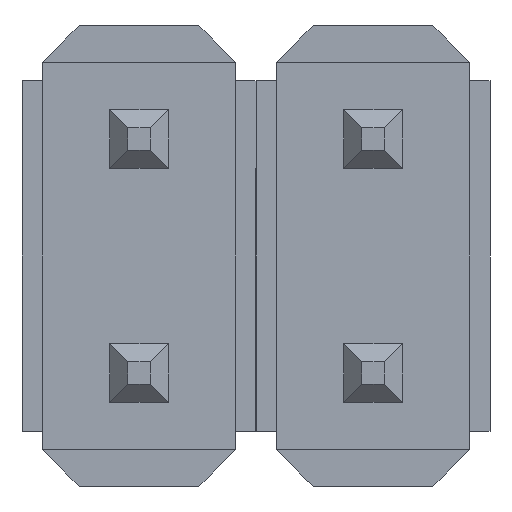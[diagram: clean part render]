
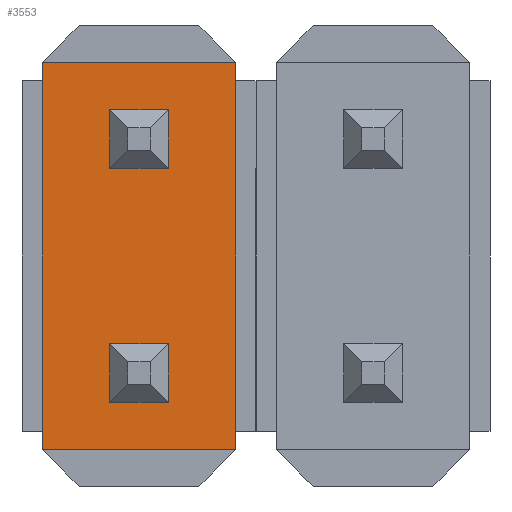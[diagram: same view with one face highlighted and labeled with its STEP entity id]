
A CAD part, front view. The second image highlights one B-rep face of the part: STEP entity #3553.
In plain terms, the highlighted planar face has unit normal (0, -1, 0).
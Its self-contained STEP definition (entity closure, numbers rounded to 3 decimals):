
#134 = DIRECTION ( 'NONE',  ( 1., 0., 0. ) ) ;
#179 = ORIENTED_EDGE ( 'NONE', *, *, #2920, .T. ) ;
#201 = VERTEX_POINT ( 'NONE', #3057 ) ;
#211 = DIRECTION ( 'NONE',  ( 0., 0., -1. ) ) ;
#220 = VECTOR ( 'NONE', #4370, 1000. ) ;
#452 = DIRECTION ( 'NONE',  ( -1., 0., 0. ) ) ;
#672 = CARTESIAN_POINT ( 'NONE',  ( 1.27, 0.54, 0.95 ) ) ;
#800 = EDGE_CURVE ( 'NONE', #4659, #3522, #2132, .T. ) ;
#802 = CARTESIAN_POINT ( 'NONE',  ( 0.32, 0.54, 1.59 ) ) ;
#846 = LINE ( 'NONE', #2677, #2740 ) ;
#859 = EDGE_CURVE ( 'NONE', #2769, #4372, #846, .T. ) ;
#908 = EDGE_CURVE ( 'NONE', #3522, #3199, #2615, .T. ) ;
#935 = VERTEX_POINT ( 'NONE', #1884 ) ;
#943 = DIRECTION ( 'NONE',  ( 0., 0., -1. ) ) ;
#946 = CARTESIAN_POINT ( 'NONE',  ( 1.27, 0.54, -2.1 ) ) ;
#984 = DIRECTION ( 'NONE',  ( -1., 0., 0. ) ) ;
#1066 = EDGE_CURVE ( 'NONE', #935, #2594, #4518, .T. ) ;
#1385 = ORIENTED_EDGE ( 'NONE', *, *, #3650, .T. ) ;
#1480 = VECTOR ( 'NONE', #3019, 1000. ) ;
#1640 = EDGE_LOOP ( 'NONE', ( #3314, #3687, #3740, #2711 ) ) ;
#1701 = DIRECTION ( 'NONE',  ( 0., 0., 1. ) ) ;
#1845 = EDGE_CURVE ( 'NONE', #3948, #935, #3879, .T. ) ;
#1860 = CARTESIAN_POINT ( 'NONE',  ( 1.05, 0.54, 2.1 ) ) ;
#1884 = CARTESIAN_POINT ( 'NONE',  ( -0.32, 0.54, -0.95 ) ) ;
#1908 = ORIENTED_EDGE ( 'NONE', *, *, #859, .F. ) ;
#2012 = LINE ( 'NONE', #4879, #4745 ) ;
#2041 = EDGE_LOOP ( 'NONE', ( #2584, #3911, #179, #3264 ) ) ;
#2043 = CARTESIAN_POINT ( 'NONE',  ( 1.27, 0.54, 2.1 ) ) ;
#2058 = EDGE_CURVE ( 'NONE', #2134, #4659, #2544, .T. ) ;
#2132 = LINE ( 'NONE', #4209, #1480 ) ;
#2134 = VERTEX_POINT ( 'NONE', #4114 ) ;
#2232 = VECTOR ( 'NONE', #134, 1000. ) ;
#2277 = DIRECTION ( 'NONE',  ( 0., 0., -1. ) ) ;
#2448 = CARTESIAN_POINT ( 'NONE',  ( -0.32, 0.54, 0.95 ) ) ;
#2452 = VECTOR ( 'NONE', #4458, 1000. ) ;
#2517 = CARTESIAN_POINT ( 'NONE',  ( 0.32, 0.54, 2.1 ) ) ;
#2544 = LINE ( 'NONE', #4453, #2232 ) ;
#2547 = VECTOR ( 'NONE', #984, 1000. ) ;
#2584 = ORIENTED_EDGE ( 'NONE', *, *, #1066, .T. ) ;
#2594 = VERTEX_POINT ( 'NONE', #4415 ) ;
#2596 = CARTESIAN_POINT ( 'NONE',  ( 1.05, 0.54, -2.1 ) ) ;
#2597 = PLANE ( 'NONE',  #4829 ) ;
#2608 = LINE ( 'NONE', #3478, #3538 ) ;
#2615 = LINE ( 'NONE', #672, #4761 ) ;
#2618 = EDGE_CURVE ( 'NONE', #2769, #5079, #4465, .T. ) ;
#2645 = CARTESIAN_POINT ( 'NONE',  ( 1.27, 0.54, 2.1 ) ) ;
#2677 = CARTESIAN_POINT ( 'NONE',  ( 1.05, 0.54, -2.1 ) ) ;
#2701 = EDGE_CURVE ( 'NONE', #2594, #4107, #3490, .T. ) ;
#2711 = ORIENTED_EDGE ( 'NONE', *, *, #800, .T. ) ;
#2730 = VECTOR ( 'NONE', #1701, 1000. ) ;
#2740 = VECTOR ( 'NONE', #2277, 1000. ) ;
#2769 = VERTEX_POINT ( 'NONE', #1860 ) ;
#2908 = FACE_BOUND ( 'NONE', #2041, .T. ) ;
#2920 = EDGE_CURVE ( 'NONE', #4107, #3948, #2608, .T. ) ;
#2966 = VECTOR ( 'NONE', #943, 1000. ) ;
#3006 = DIRECTION ( 'NONE',  ( 0., 1., 0. ) ) ;
#3019 = DIRECTION ( 'NONE',  ( 0., 0., -1. ) ) ;
#3057 = CARTESIAN_POINT ( 'NONE',  ( -1.05, 0.54, -2.1 ) ) ;
#3199 = VERTEX_POINT ( 'NONE', #2448 ) ;
#3264 = ORIENTED_EDGE ( 'NONE', *, *, #1845, .T. ) ;
#3266 = EDGE_CURVE ( 'NONE', #3199, #2134, #4699, .T. ) ;
#3314 = ORIENTED_EDGE ( 'NONE', *, *, #908, .T. ) ;
#3430 = DIRECTION ( 'NONE',  ( -1., 0., 0. ) ) ;
#3435 = DIRECTION ( 'NONE',  ( 0., 0., 1. ) ) ;
#3478 = CARTESIAN_POINT ( 'NONE',  ( 1.27, 0.54, -1.59 ) ) ;
#3490 = LINE ( 'NONE', #2517, #2966 ) ;
#3502 = CARTESIAN_POINT ( 'NONE',  ( -0.32, 0.54, -1.59 ) ) ;
#3522 = VERTEX_POINT ( 'NONE', #4571 ) ;
#3536 = LINE ( 'NONE', #946, #2547 ) ;
#3538 = VECTOR ( 'NONE', #4184, 1000. ) ;
#3553 = ADVANCED_FACE ( 'NONE', ( #4001, #2908, #4869 ), #2597, .F. ) ;
#3625 = CARTESIAN_POINT ( 'NONE',  ( -0.32, 0.54, 2.1 ) ) ;
#3650 = EDGE_CURVE ( 'NONE', #5079, #201, #2012, .T. ) ;
#3687 = ORIENTED_EDGE ( 'NONE', *, *, #3266, .T. ) ;
#3712 = EDGE_CURVE ( 'NONE', #4372, #201, #3536, .T. ) ;
#3740 = ORIENTED_EDGE ( 'NONE', *, *, #2058, .T. ) ;
#3879 = LINE ( 'NONE', #3625, #2730 ) ;
#3911 = ORIENTED_EDGE ( 'NONE', *, *, #2701, .T. ) ;
#3948 = VERTEX_POINT ( 'NONE', #3502 ) ;
#3992 = CARTESIAN_POINT ( 'NONE',  ( -0.32, 0.54, 2.1 ) ) ;
#4001 = FACE_BOUND ( 'NONE', #1640, .T. ) ;
#4107 = VERTEX_POINT ( 'NONE', #4389 ) ;
#4114 = CARTESIAN_POINT ( 'NONE',  ( -0.32, 0.54, 1.59 ) ) ;
#4184 = DIRECTION ( 'NONE',  ( -1., 0., 0. ) ) ;
#4209 = CARTESIAN_POINT ( 'NONE',  ( 0.32, 0.54, 2.1 ) ) ;
#4370 = DIRECTION ( 'NONE',  ( 0., 0., 1. ) ) ;
#4372 = VERTEX_POINT ( 'NONE', #2596 ) ;
#4389 = CARTESIAN_POINT ( 'NONE',  ( 0.32, 0.54, -1.59 ) ) ;
#4408 = CARTESIAN_POINT ( 'NONE',  ( 1.27, 0.54, -0.95 ) ) ;
#4415 = CARTESIAN_POINT ( 'NONE',  ( 0.32, 0.54, -0.95 ) ) ;
#4453 = CARTESIAN_POINT ( 'NONE',  ( 1.27, 0.54, 1.59 ) ) ;
#4458 = DIRECTION ( 'NONE',  ( 1., 0., 0. ) ) ;
#4465 = LINE ( 'NONE', #2043, #4827 ) ;
#4486 = ORIENTED_EDGE ( 'NONE', *, *, #3712, .F. ) ;
#4518 = LINE ( 'NONE', #4408, #2452 ) ;
#4571 = CARTESIAN_POINT ( 'NONE',  ( 0.32, 0.54, 0.95 ) ) ;
#4654 = EDGE_LOOP ( 'NONE', ( #4728, #1385, #4486, #1908 ) ) ;
#4659 = VERTEX_POINT ( 'NONE', #802 ) ;
#4699 = LINE ( 'NONE', #3992, #220 ) ;
#4728 = ORIENTED_EDGE ( 'NONE', *, *, #2618, .T. ) ;
#4745 = VECTOR ( 'NONE', #211, 1000. ) ;
#4761 = VECTOR ( 'NONE', #3430, 1000. ) ;
#4827 = VECTOR ( 'NONE', #452, 1000. ) ;
#4829 = AXIS2_PLACEMENT_3D ( 'NONE', #2645, #3006, #3435 ) ;
#4852 = CARTESIAN_POINT ( 'NONE',  ( -1.05, 0.54, 2.1 ) ) ;
#4869 = FACE_OUTER_BOUND ( 'NONE', #4654, .T. ) ;
#4879 = CARTESIAN_POINT ( 'NONE',  ( -1.05, 0.54, 2.1 ) ) ;
#5079 = VERTEX_POINT ( 'NONE', #4852 ) ;
